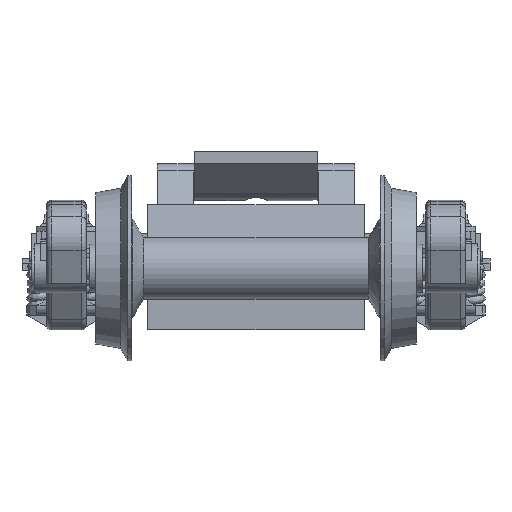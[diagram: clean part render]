
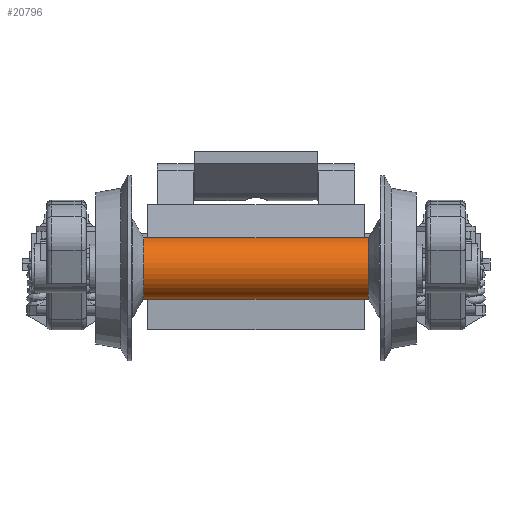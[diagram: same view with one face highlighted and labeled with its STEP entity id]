
A CAD part, front view. The second image highlights one B-rep face of the part: STEP entity #20796.
In plain terms, the highlighted cylindrical face has radius 2.5 mm (diameter 5 mm), a full revolution.
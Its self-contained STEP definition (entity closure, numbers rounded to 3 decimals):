
#856=CYLINDRICAL_SURFACE('',#22179,2.5);
#1994=FACE_OUTER_BOUND('',#3214,.T.);
#3214=EDGE_LOOP('',(#14371,#14372,#14373,#14374));
#4486=LINE('',#29783,#6455);
#6455=VECTOR('',#24107,2.5);
#8427=CIRCLE('',#22170,2.5);
#8432=CIRCLE('',#22180,2.5);
#9075=VERTEX_POINT('',#29762);
#9080=VERTEX_POINT('',#29781);
#11120=EDGE_CURVE('',#9075,#9075,#8427,.T.);
#11128=EDGE_CURVE('',#9080,#9080,#8432,.T.);
#11129=EDGE_CURVE('',#9080,#9075,#4486,.T.);
#14371=ORIENTED_EDGE('',*,*,#11128,.F.);
#14372=ORIENTED_EDGE('',*,*,#11129,.T.);
#14373=ORIENTED_EDGE('',*,*,#11120,.T.);
#14374=ORIENTED_EDGE('',*,*,#11129,.F.);
#20796=ADVANCED_FACE('',(#1994),#856,.T.);
#22170=AXIS2_PLACEMENT_3D('',#29764,#24082,#24083);
#22179=AXIS2_PLACEMENT_3D('',#29780,#24103,#24104);
#22180=AXIS2_PLACEMENT_3D('',#29782,#24105,#24106);
#24082=DIRECTION('center_axis',(1.,0.,0.));
#24083=DIRECTION('ref_axis',(0.,0.,-1.));
#24103=DIRECTION('center_axis',(1.,0.,0.));
#24104=DIRECTION('ref_axis',(0.,1.,0.));
#24105=DIRECTION('center_axis',(1.,0.,0.));
#24106=DIRECTION('ref_axis',(0.,0.,-1.));
#24107=DIRECTION('',(-1.,0.,0.));
#29762=CARTESIAN_POINT('',(-9.134,-15.4,0.));
#29764=CARTESIAN_POINT('Origin',(-9.134,-12.9,0.));
#29780=CARTESIAN_POINT('Origin',(4.567,-12.9,0.));
#29781=CARTESIAN_POINT('',(9.134,-15.4,0.));
#29782=CARTESIAN_POINT('Origin',(9.134,-12.9,0.));
#29783=CARTESIAN_POINT('',(4.567,-15.4,0.));
